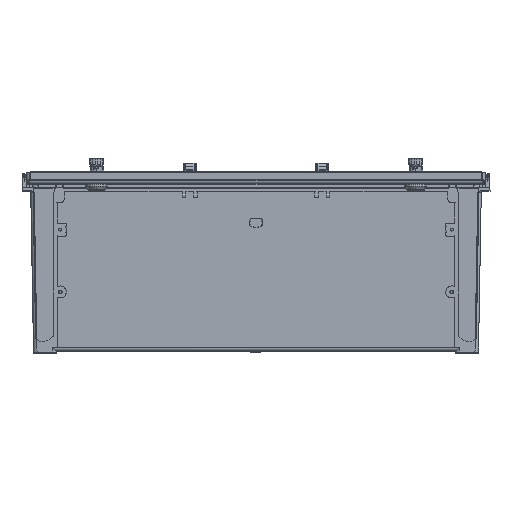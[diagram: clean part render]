
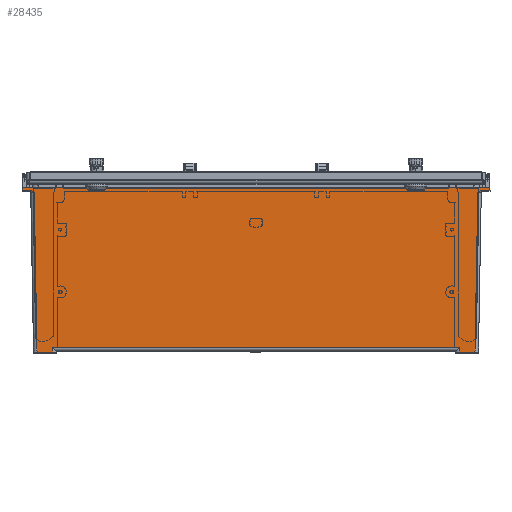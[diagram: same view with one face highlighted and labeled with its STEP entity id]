
A CAD part, top view. The second image highlights one B-rep face of the part: STEP entity #28435.
In plain terms, the highlighted planar face has unit normal (0, -0.009, 1).
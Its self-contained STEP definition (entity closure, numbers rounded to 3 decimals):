
#1184=DIRECTION('',(1.,0.,0.));
#1185=VECTOR('',#1184,20.213);
#1186=CARTESIAN_POINT('',(260.503,-1.008,198.159));
#1187=LINE('',#1186,#1185);
#1213=CARTESIAN_POINT('',(260.449,4.461,198.206));
#1215=DIRECTION('',(1.,0.,0.));
#1216=VECTOR('',#1215,520.894);
#1217=CARTESIAN_POINT('',(-260.445,4.456,198.206));
#1218=LINE('',#1217,#1216);
#1223=DIRECTION('',(-0.017,1.,0.009));
#1224=VECTOR('',#1223,205.065);
#1225=CARTESIAN_POINT('',(-280.717,-1.008,
198.159));
#1226=LINE('',#1225,#1224);
#1227=CARTESIAN_POINT('',(-299.984,206.,199.972));
#1228=CARTESIAN_POINT('',(-299.961,207.333,199.984));
#1229=CARTESIAN_POINT('',(-299.967,208.667,199.981));
#1230=CARTESIAN_POINT('',(-299.944,210.,199.992));
#1232=DIRECTION('',(-0.017,-1.,-0.009));
#1233=VECTOR('',#1232,205.064);
#1234=CARTESIAN_POINT('',(284.295,204.017,199.948));
#1235=LINE('',#1234,#1233);
#1236=DIRECTION('',(-0.01,1.,0.009));
#1237=VECTOR('',#1236,5.469);
#1238=CARTESIAN_POINT('',(260.503,-1.008,198.159));
#1239=LINE('',#1238,#1237);
#1249=DIRECTION('',(1.,0.,0.));
#1250=VECTOR('',#1249,20.21);
#1251=CARTESIAN_POINT('',(-280.717,-1.008,
198.159));
#1252=LINE('',#1251,#1250);
#1375=DIRECTION('',(0.011,1.,0.009));
#1376=VECTOR('',#1375,5.464);
#1377=CARTESIAN_POINT('',(-260.507,-1.007,
198.159));
#1378=LINE('',#1377,#1376);
#1980=DIRECTION('',(1.,0.,0.001));
#1981=VECTOR('',#1980,11.016);
#1982=CARTESIAN_POINT('',(288.969,206.,199.966));
#1983=LINE('',#1982,#1981);
#2119=CARTESIAN_POINT('',(284.295,204.017,199.948));
#2120=CARTESIAN_POINT('',(284.861,204.394,199.951));
#2121=CARTESIAN_POINT('',(285.925,205.098,199.957));
#2122=CARTESIAN_POINT('',(287.508,205.828,199.963));
#2123=CARTESIAN_POINT('',(288.49,206.,199.966));
#2124=CARTESIAN_POINT('',(288.969,206.,199.966));
#2265=CARTESIAN_POINT('',(299.984,206.,199.972));
#2266=CARTESIAN_POINT('',(299.961,207.333,199.984));
#2267=CARTESIAN_POINT('',(299.967,208.667,199.981));
#2268=CARTESIAN_POINT('',(299.944,210.,199.992));
#3172=DIRECTION('',(-1.,0.,0.));
#3173=VECTOR('',#3172,599.888);
#3174=CARTESIAN_POINT('',(299.944,210.,199.992));
#3175=LINE('',#3174,#3173);
#20325=DIRECTION('',(1.,0.,-0.001));
#20326=VECTOR('',#20325,11.016);
#20327=CARTESIAN_POINT('',(-299.984,206.,
199.972));
#20328=LINE('',#20327,#20326);
#20362=CARTESIAN_POINT('',(-288.969,206.,
199.966));
#20363=CARTESIAN_POINT('',(-288.714,206.,
199.966));
#20364=CARTESIAN_POINT('',(-288.183,205.95,
199.964));
#20365=CARTESIAN_POINT('',(-287.3,205.71,
199.963));
#20366=CARTESIAN_POINT('',(-286.361,205.3,
199.959));
#20367=CARTESIAN_POINT('',(-285.37,204.731,
199.954));
#20368=CARTESIAN_POINT('',(-284.665,204.264,
199.95));
#20369=CARTESIAN_POINT('',(-284.295,204.017,
199.948));
#23698=CARTESIAN_POINT('',(280.717,-1.008,
198.159));
#23699=VERTEX_POINT('',#23698);
#23701=CARTESIAN_POINT('',(260.518,-1.008,
198.159));
#23702=VERTEX_POINT('',#23701);
#23703=VERTEX_POINT('',#1213);
#23704=CARTESIAN_POINT('',(-260.445,4.456,
198.206));
#23705=VERTEX_POINT('',#23704);
#23706=CARTESIAN_POINT('',(-280.717,-1.008,
198.159));
#23707=CARTESIAN_POINT('',(-260.507,-1.007,
198.159));
#23708=VERTEX_POINT('',#23706);
#23709=VERTEX_POINT('',#23707);
#23710=CARTESIAN_POINT('',(-284.295,204.017,
199.948));
#23711=VERTEX_POINT('',#23710);
#23712=VERTEX_POINT('',#20362);
#23713=CARTESIAN_POINT('',(-299.984,206.,
199.972));
#23714=VERTEX_POINT('',#23713);
#23715=VERTEX_POINT('',#1230);
#23716=CARTESIAN_POINT('',(299.944,210.,199.992));
#23717=VERTEX_POINT('',#23716);
#23718=VERTEX_POINT('',#2265);
#23719=CARTESIAN_POINT('',(288.969,206.,199.966));
#23720=VERTEX_POINT('',#23719);
#23721=VERTEX_POINT('',#2119);
#28403=CARTESIAN_POINT('',(360.,0.,198.167));
#28404=DIRECTION('',(0.,0.009,-1.));
#28405=DIRECTION('',(0.,1.,0.009));
#28406=AXIS2_PLACEMENT_3D('',#28403,#28404,#28405);
#28407=PLANE('',#28406);
#28409=ORIENTED_EDGE('',*,*,#28408,.F.);
#28411=ORIENTED_EDGE('',*,*,#28410,.T.);
#28413=ORIENTED_EDGE('',*,*,#28412,.F.);
#28415=ORIENTED_EDGE('',*,*,#28414,.F.);
#28417=ORIENTED_EDGE('',*,*,#28416,.T.);
#28419=ORIENTED_EDGE('',*,*,#28418,.F.);
#28421=ORIENTED_EDGE('',*,*,#28420,.F.);
#28423=ORIENTED_EDGE('',*,*,#28422,.F.);
#28425=ORIENTED_EDGE('',*,*,#28424,.F.);
#28427=ORIENTED_EDGE('',*,*,#28426,.T.);
#28428=ORIENTED_EDGE('',*,*,#28356,.F.);
#28429=ORIENTED_EDGE('',*,*,#28384,.T.);
#28430=ORIENTED_EDGE('',*,*,#28394,.F.);
#28432=ORIENTED_EDGE('',*,*,#28431,.F.);
#28433=EDGE_LOOP('',(#28409,#28411,#28413,#28415,#28417,#28419,#28421,#28423,
#28425,#28427,#28428,#28429,#28430,#28432));
#28434=FACE_OUTER_BOUND('',#28433,.F.);
#28435=ADVANCED_FACE('',(#28434),#28407,.F.);
#1231=B_SPLINE_CURVE_WITH_KNOTS('',3,(#1227,#1228,#1229,#1230),.UNSPECIFIED.,
.F.,.F.,(4,4),(0.,1.),.UNSPECIFIED.);
#2125=B_SPLINE_CURVE_WITH_KNOTS('',3,(#2119,#2120,#2121,#2122,#2123,#2124),
.UNSPECIFIED.,.F.,.F.,(4,1,1,4),(0.,0.333,0.667,1.),
.UNSPECIFIED.);
#2269=B_SPLINE_CURVE_WITH_KNOTS('',3,(#2265,#2266,#2267,#2268),.UNSPECIFIED.,
.F.,.F.,(4,4),(0.,1.),.UNSPECIFIED.);
#20370=B_SPLINE_CURVE_WITH_KNOTS('',3,(#20362,#20363,#20364,#20365,#20366,
#20367,#20368,#20369),.UNSPECIFIED.,.F.,.F.,(4,1,1,1,1,4),(0.,0.2,0.4,
0.6,0.8,1.),.UNSPECIFIED.);
#28356=EDGE_CURVE('',#23702,#23699,#1187,.T.);
#28384=EDGE_CURVE('',#23702,#23703,#1239,.T.);
#28394=EDGE_CURVE('',#23705,#23703,#1218,.T.);
#28408=EDGE_CURVE('',#23708,#23709,#1252,.T.);
#28410=EDGE_CURVE('',#23708,#23711,#1226,.T.);
#28412=EDGE_CURVE('',#23712,#23711,#20370,.T.);
#28414=EDGE_CURVE('',#23714,#23712,#20328,.T.);
#28416=EDGE_CURVE('',#23714,#23715,#1231,.T.);
#28418=EDGE_CURVE('',#23717,#23715,#3175,.T.);
#28420=EDGE_CURVE('',#23718,#23717,#2269,.T.);
#28422=EDGE_CURVE('',#23720,#23718,#1983,.T.);
#28424=EDGE_CURVE('',#23721,#23720,#2125,.T.);
#28426=EDGE_CURVE('',#23721,#23699,#1235,.T.);
#28431=EDGE_CURVE('',#23709,#23705,#1378,.T.);
